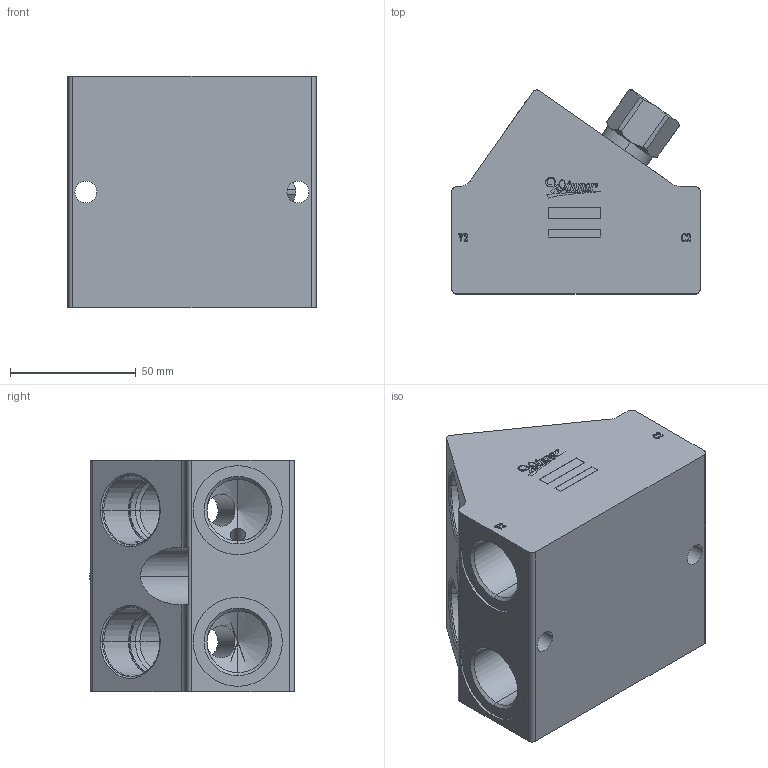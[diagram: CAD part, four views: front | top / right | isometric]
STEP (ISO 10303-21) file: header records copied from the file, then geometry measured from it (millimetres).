
FILE_DESCRIPTION (( 'STEP AP203' ), '1' );
FILE_NAME ('ML-120-CDK-2A3-2A3-G06-Z41.STEP', '2026-02-25T08:47:49', ( '' ), ( '' ), 'SwSTEP 2.0', 'SolidWorks 2018', '' );
FILE_SCHEMA (( 'CONFIG_CONTROL_DESIGN' ));
Length unit declared in the file: millimetre
Products named in the file (3): 6EF120CDKG06N001; ML-120-CDK-2A3-2A3-G06-Z41; 6GJF1A017
Assembly tree (2 placements, depth 2):
  ML-120-CDK-2A3-2A3-G06-Z41
    6EF120CDKG06N001
    6GJF1A017
Bounding box: 98.6 x 81.18 x 92 mm (x, y, z)
Volume: 412274.4 mm3; surface area: 68907 mm2
Topology: 2 solids, 2 shells, 870 faces, 2424 edges, 1579 vertices
Faces by surface type: cylinder 450, plane 219, bspline 115, cone 76, torus 10
Entity records: 36221 total; most frequent: CARTESIAN_POINT 14167, ORIENTED_EDGE 4832, DIRECTION 4312, EDGE_CURVE 2416, AXIS2_PLACEMENT_3D 1585, VERTEX_POINT 1579, VECTOR 1142, LINE 1142
